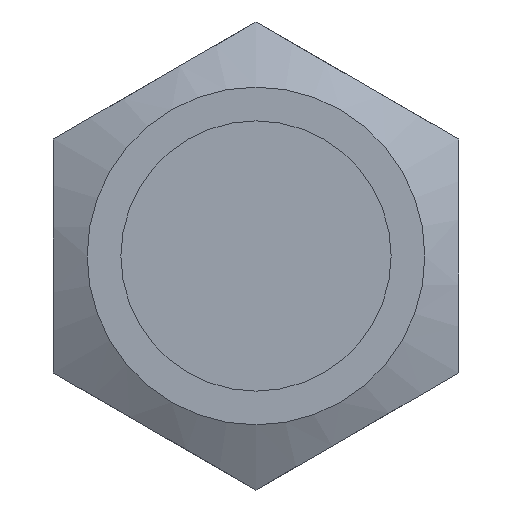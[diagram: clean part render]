
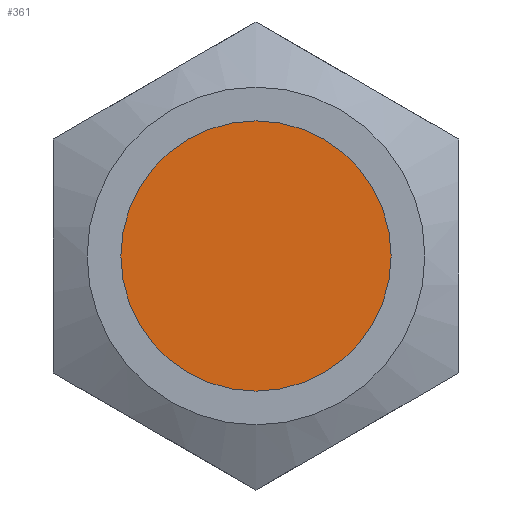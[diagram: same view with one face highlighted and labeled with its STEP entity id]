
A CAD part, front view. The second image highlights one B-rep face of the part: STEP entity #361.
In plain terms, the highlighted planar face has unit normal (0, -1, 0).
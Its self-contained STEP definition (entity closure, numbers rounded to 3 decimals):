
#34=PLANE('',#416);
#68=FACE_OUTER_BOUND('',#91,.T.);
#91=EDGE_LOOP('',(#318,#319));
#152=CIRCLE('',#417,2.);
#153=CIRCLE('',#418,2.);
#187=VERTEX_POINT('',#631);
#188=VERTEX_POINT('',#632);
#233=EDGE_CURVE('',#187,#188,#152,.T.);
#234=EDGE_CURVE('',#188,#187,#153,.T.);
#318=ORIENTED_EDGE('',*,*,#233,.T.);
#319=ORIENTED_EDGE('',*,*,#234,.T.);
#361=ADVANCED_FACE('',(#68),#34,.T.);
#416=AXIS2_PLACEMENT_3D('',#630,#508,#509);
#417=AXIS2_PLACEMENT_3D('',#633,#510,#511);
#418=AXIS2_PLACEMENT_3D('',#634,#512,#513);
#508=DIRECTION('center_axis',(0.,-1.,0.));
#509=DIRECTION('ref_axis',(0.,0.,-1.));
#510=DIRECTION('center_axis',(0.,-1.,0.));
#511=DIRECTION('ref_axis',(-1.,0.,0.));
#512=DIRECTION('center_axis',(0.,-1.,0.));
#513=DIRECTION('ref_axis',(-1.,0.,0.));
#630=CARTESIAN_POINT('Origin',(-1.,0.,0.));
#631=CARTESIAN_POINT('',(-2.,0.,0.));
#632=CARTESIAN_POINT('',(2.,0.,0.));
#633=CARTESIAN_POINT('Origin',(0.,0.,0.));
#634=CARTESIAN_POINT('Origin',(0.,0.,0.));
